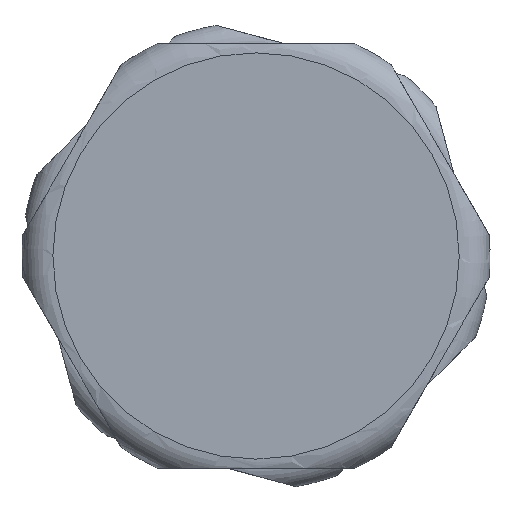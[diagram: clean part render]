
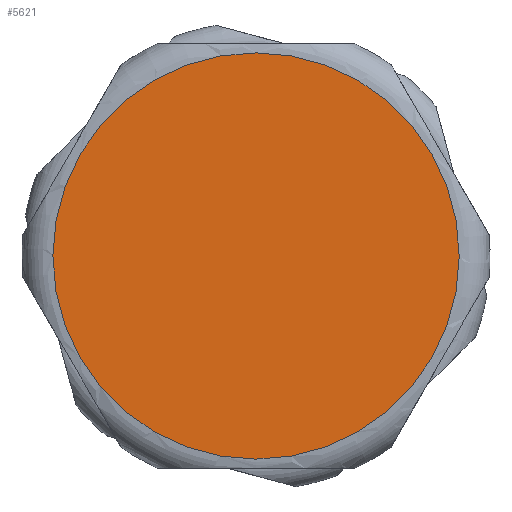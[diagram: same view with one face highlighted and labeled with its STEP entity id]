
A CAD part, left-side view. The second image highlights one B-rep face of the part: STEP entity #5621.
In plain terms, the highlighted planar face has unit normal (-1, 0, 0).
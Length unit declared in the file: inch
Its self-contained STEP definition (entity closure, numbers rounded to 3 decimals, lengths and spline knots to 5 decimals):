
#1378=FACE_OUTER_BOUND('',#1686,.T.);
#1686=EDGE_LOOP('',(#4829,#4830));
#1921=CIRCLE('',#6039,1.03543);
#1922=CIRCLE('',#6040,1.03543);
#2480=VERTEX_POINT('',#10645);
#2481=VERTEX_POINT('',#10646);
#3258=EDGE_CURVE('',#2480,#2481,#1921,.T.);
#3259=EDGE_CURVE('',#2481,#2480,#1922,.T.);
#4829=ORIENTED_EDGE('',*,*,#3258,.T.);
#4830=ORIENTED_EDGE('',*,*,#3259,.T.);
#5060=PLANE('',#6061);
#5621=ADVANCED_FACE('',(#1378),#5060,.T.);
#6039=AXIS2_PLACEMENT_3D('',#10647,#7166,#7167);
#6040=AXIS2_PLACEMENT_3D('',#10648,#7168,#7169);
#6061=AXIS2_PLACEMENT_3D('',#10669,#7210,#7211);
#7166=DIRECTION('center_axis',(-1.,0.,0.));
#7167=DIRECTION('ref_axis',(0.,-0.001,
1.));
#7168=DIRECTION('center_axis',(-1.,0.,0.));
#7169=DIRECTION('ref_axis',(0.,-0.001,
1.));
#7210=DIRECTION('center_axis',(-1.,0.,0.));
#7211=DIRECTION('ref_axis',(0.,-0.001,
1.));
#10645=CARTESIAN_POINT('',(-2.38489,1.03544,0.00058));
#10646=CARTESIAN_POINT('',(-2.38489,0.00059,-1.03543));
#10647=CARTESIAN_POINT('Origin',(-2.38489,0.00001,
0.));
#10648=CARTESIAN_POINT('Origin',(-2.38489,0.00001,
0.));
#10669=CARTESIAN_POINT('Origin',(-2.38489,0.75985,0.00043));
